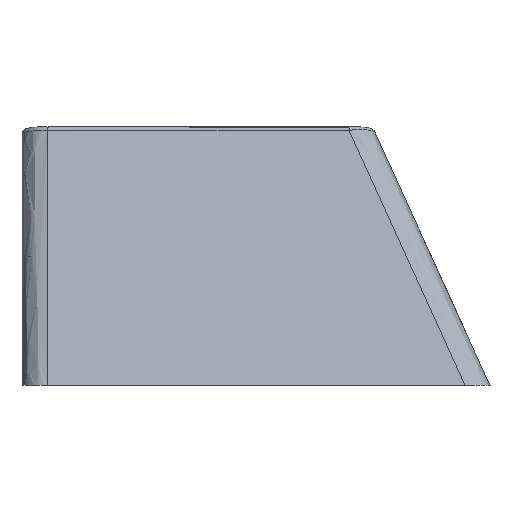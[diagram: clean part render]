
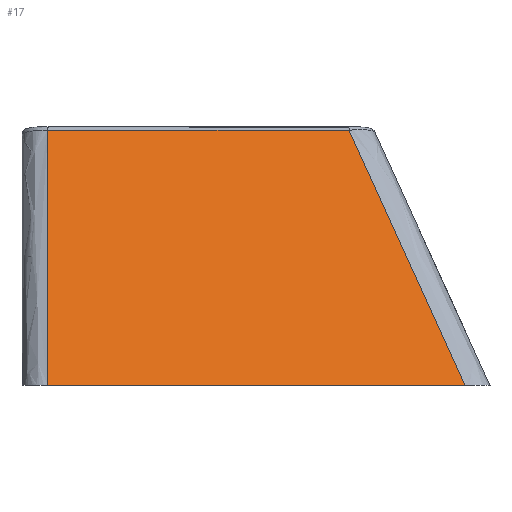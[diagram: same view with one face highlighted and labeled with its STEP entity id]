
A CAD part, left-side view. The second image highlights one B-rep face of the part: STEP entity #17.
In plain terms, the highlighted free-form (B-spline) face has degree [1, 1] with [2, 2] control points.
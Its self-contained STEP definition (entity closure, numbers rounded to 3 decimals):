
#17 = ADVANCED_FACE('',(#18),#83,.F.);
#18 = FACE_BOUND('',#19,.F.);
#19 = EDGE_LOOP('',(#20,#38,#61,#77));
#20 = ORIENTED_EDGE('',*,*,#21,.T.);
#21 = EDGE_CURVE('',#22,#24,#26,.T.);
#22 = VERTEX_POINT('',#23);
#23 = CARTESIAN_POINT('',(-11.406,8.025,0.));
#24 = VERTEX_POINT('',#25);
#25 = CARTESIAN_POINT('',(-8.182,8.025,9.844));
#26 = B_SPLINE_CURVE_WITH_KNOTS('',4,(#27,#28,#29,#30,#31,#32,#33,#34,
    #35,#36,#37),.UNSPECIFIED.,.F.,.F.,(5,3,3,5),(-0.644,
    0.,10.85,11.494),.UNSPECIFIED.);
#27 = CARTESIAN_POINT('',(-11.607,8.025,-0.612));
#28 = CARTESIAN_POINT('',(-11.557,8.025,-0.459));
#29 = CARTESIAN_POINT('',(-11.506,8.025,-0.306));
#30 = CARTESIAN_POINT('',(-11.456,8.025,-0.153));
#31 = CARTESIAN_POINT('',(-10.562,8.025,2.578));
#32 = CARTESIAN_POINT('',(-9.718,8.025,5.156));
#33 = CARTESIAN_POINT('',(-8.874,8.025,7.733));
#34 = CARTESIAN_POINT('',(-7.979,8.025,10.464));
#35 = CARTESIAN_POINT('',(-7.929,8.025,10.617));
#36 = CARTESIAN_POINT('',(-7.879,8.025,10.77));
#37 = CARTESIAN_POINT('',(-7.829,8.025,10.923));
#38 = ORIENTED_EDGE('',*,*,#39,.T.);
#39 = EDGE_CURVE('',#24,#40,#42,.T.);
#40 = VERTEX_POINT('',#41);
#41 = CARTESIAN_POINT('',(-8.182,-3.589,9.844
    ));
#42 = ( BOUNDED_CURVE() B_SPLINE_CURVE(9,(#43,#44,#45,#46,#47,#48,#49,
    #50,#51,#52,#53,#54,#55,#56,#57,#58,#59,#60),.UNSPECIFIED.,.F.,.F.) 
B_SPLINE_CURVE_WITH_KNOTS((10,8,10),(44.999,56.582,
56.651),.UNSPECIFIED.) CURVE() GEOMETRIC_REPRESENTATION_ITEM() 
RATIONAL_B_SPLINE_CURVE((1.,1.,1.,1.,1.,1.,1.,1.,1.,1.,1.,1.,1.,1.,1.,1.
,1.,1.)) REPRESENTATION_ITEM('') );
#43 = CARTESIAN_POINT('',(-8.182,8.025,9.844)
  );
#44 = CARTESIAN_POINT('',(-8.182,6.718,9.844)
  );
#45 = CARTESIAN_POINT('',(-8.182,5.452,9.844)
  );
#46 = CARTESIAN_POINT('',(-8.182,4.168,9.844)
  );
#47 = CARTESIAN_POINT('',(-8.182,2.899,9.844)
  );
#48 = CARTESIAN_POINT('',(-8.182,1.606,9.844)
  );
#49 = CARTESIAN_POINT('',(-8.182,0.335,9.844)
  );
#50 = CARTESIAN_POINT('',(-8.182,-0.95,9.844)
  );
#51 = CARTESIAN_POINT('',(-8.182,-2.22,9.844
    ));
#52 = CARTESIAN_POINT('',(-8.182,-3.527,9.844
    ));
#53 = CARTESIAN_POINT('',(-8.182,-3.534,9.844)
  );
#54 = CARTESIAN_POINT('',(-8.182,-3.542,9.844
    ));
#55 = CARTESIAN_POINT('',(-8.182,-3.55,9.844
    ));
#56 = CARTESIAN_POINT('',(-8.182,-3.558,9.844
    ));
#57 = CARTESIAN_POINT('',(-8.182,-3.565,9.844)
  );
#58 = CARTESIAN_POINT('',(-8.182,-3.573,9.844
    ));
#59 = CARTESIAN_POINT('',(-8.182,-3.581,9.844)
  );
#60 = CARTESIAN_POINT('',(-8.182,-3.589,9.844
    ));
#61 = ORIENTED_EDGE('',*,*,#62,.F.);
#62 = EDGE_CURVE('',#63,#40,#65,.T.);
#63 = VERTEX_POINT('',#64);
#64 = CARTESIAN_POINT('',(-11.406,-8.068,0.));
#65 = B_SPLINE_CURVE_WITH_KNOTS('',4,(#66,#67,#68,#69,#70,#71,#72,#73,
    #74,#75,#76),.UNSPECIFIED.,.F.,.F.,(5,3,3,5),(-0.44,
    0.262,11.844,12.546),.UNSPECIFIED.);
#66 = CARTESIAN_POINT('',(-11.64,-8.393,-0.715
    ));
#67 = CARTESIAN_POINT('',(-11.59,-8.324,-0.562
    ));
#68 = CARTESIAN_POINT('',(-11.54,-8.254,-0.409
    ));
#69 = CARTESIAN_POINT('',(-11.49,-8.184,-0.256
    ));
#70 = CARTESIAN_POINT('',(-10.613,-6.966,2.423
    ));
#71 = CARTESIAN_POINT('',(-9.786,-5.816,4.949)
  );
#72 = CARTESIAN_POINT('',(-8.958,-4.667,7.474
    ));
#73 = CARTESIAN_POINT('',(-8.081,-3.448,10.153));
#74 = CARTESIAN_POINT('',(-8.031,-3.379,10.306));
#75 = CARTESIAN_POINT('',(-7.981,-3.309,10.459));
#76 = CARTESIAN_POINT('',(-7.931,-3.24,10.612));
#77 = ORIENTED_EDGE('',*,*,#78,.T.);
#78 = EDGE_CURVE('',#63,#22,#79,.T.);
#79 = LINE('',#80,#81);
#80 = CARTESIAN_POINT('',(-11.406,-9.025,0.));
#81 = VECTOR('',#82,1.);
#82 = DIRECTION('',(0.,1.,0.));
#83 = B_SPLINE_SURFACE_WITH_KNOTS('',1,1,(
    (#84,#85)
    ,(#86,#87
  )),.UNSPECIFIED.,.F.,.F.,.F.,(2,2),(2,2),(0.,18.05),(0.,1.),
  .PIECEWISE_BEZIER_KNOTS.);
#84 = CARTESIAN_POINT('',(-11.406,-9.025,0.));
#85 = CARTESIAN_POINT('',(-8.131,-4.475,10.));
#86 = CARTESIAN_POINT('',(-11.406,9.025,0.));
#87 = CARTESIAN_POINT('',(-8.131,9.025,10.));
